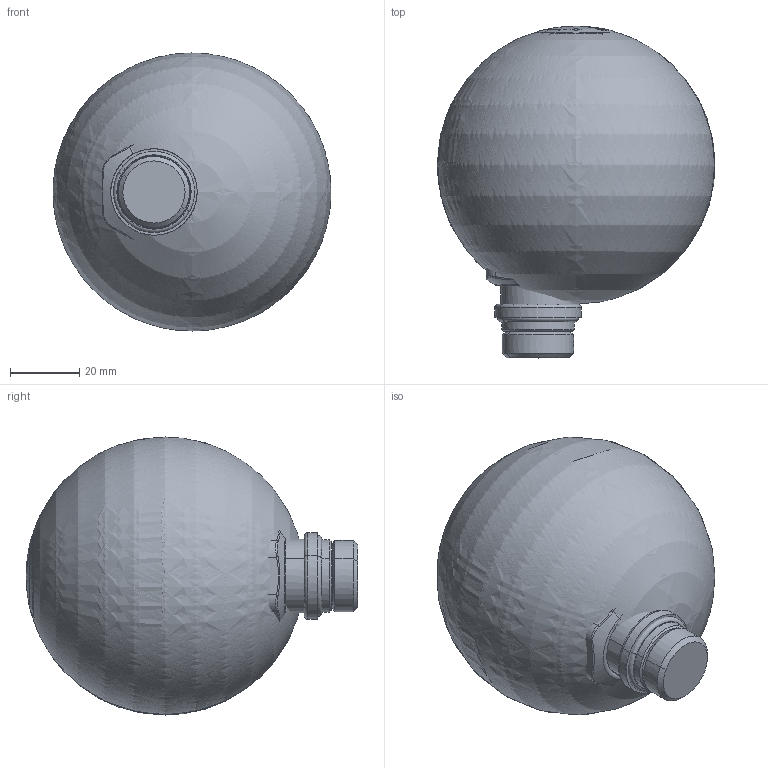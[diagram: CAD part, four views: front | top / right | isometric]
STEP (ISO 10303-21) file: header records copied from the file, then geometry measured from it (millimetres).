
FILE_DESCRIPTION((''),'2;1');
FILE_NAME('_2374020001_SW0001','2017-02-10T',('sparenzan'),(''),'CREO PARAMETRIC BY PTC INC, 2016050','CREO PARAMETRIC BY PTC INC, 2016050','');
FILE_SCHEMA(('CONFIG_CONTROL_DESIGN'));
Products named in the file (1): _2374020001_SW0001
Bounding box: 80.4 x 96 x 80.4 mm (x, y, z)
Surface area: 278668.9 mm2 (no closed solid volume)
Topology: 0 solids, 0 shells, 489 faces, 2614 edges, 2539 vertices
Faces by surface type: bspline 409, torus 51, sphere 29
Entity records: 47009 total; most frequent: CARTESIAN_POINT 24850, DIRECTION 3560, TRIMMED_CURVE 2824, DEFINITIONAL_REPRESENTATION 2480, PCURVE 2480, COMPOSITE_CURVE_SEGMENT 2480, VECTOR 2248, LINE 2248
